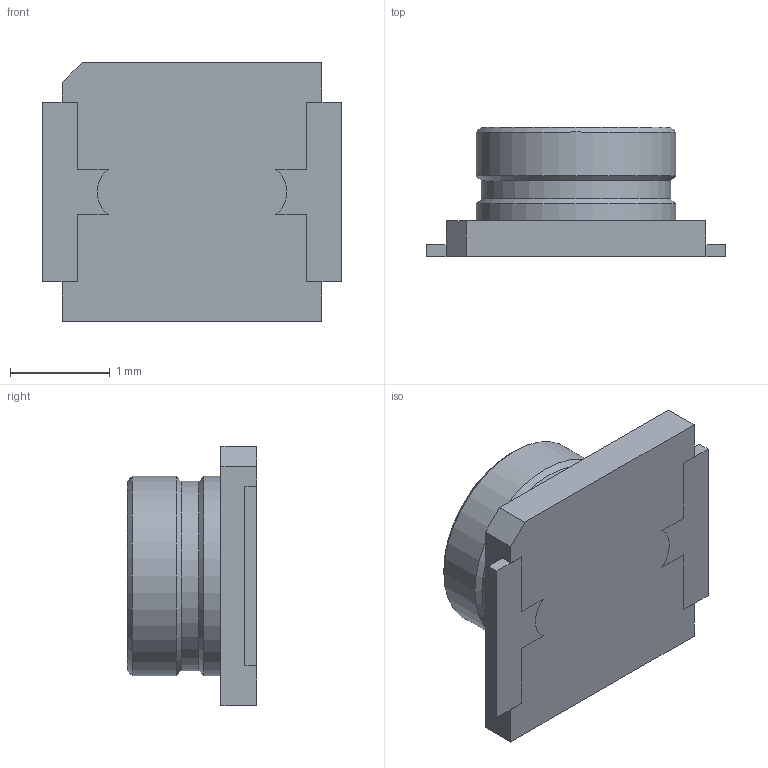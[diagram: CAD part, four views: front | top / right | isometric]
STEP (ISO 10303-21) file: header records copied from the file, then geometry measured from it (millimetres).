
FILE_DESCRIPTION(/* description */ (''),/* implementation_level */ '2;1');
FILE_NAME(/* name */ 'U.FL Connector.stp',/* time_stamp */ '2019-09-14T05:54:04-04:00',/* author */ ('s.ritter'),/* organization */ (''),/* preprocessor_version */ 'ST-DEVELOPER v16.13',/* originating_system */ 'Autodesk Inventor 2018',/* authorisation */ '');
FILE_SCHEMA (('AUTOMOTIVE_DESIGN { 1 0 10303 214 3 1 1 }'));
Length unit declared in the file: millimetre
Products named in the file (1): U.FL Connector
Bounding box: 3 x 1.3 x 2.6 mm (x, y, z)
Volume: 3.5 mm3; surface area: 33.5 mm2
Topology: 3 solids, 3 shells, 54 faces, 133 edges, 87 vertices
Faces by surface type: plane 41, cylinder 9, cone 3, sphere 1
Full cylindrical faces by diameter (mm): 0.5 x1, 1.65 x1, 1.9 x1, 2 x2
Entity records: 1574 total; most frequent: CARTESIAN_POINT 262, DIRECTION 251, ORIENTED_EDGE 244, EDGE_CURVE 122, LINE 103, VECTOR 103, VERTEX_POINT 85, AXIS2_PLACEMENT_3D 74
